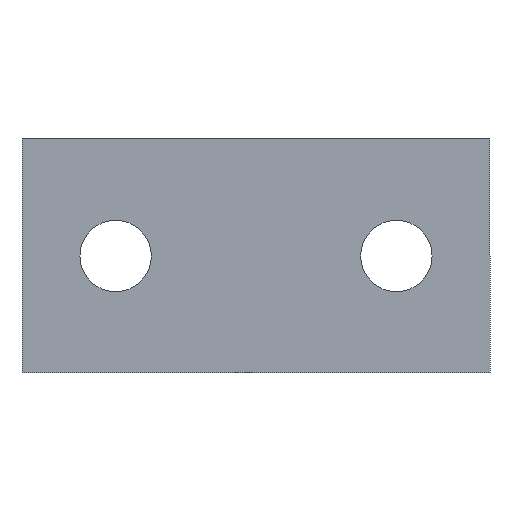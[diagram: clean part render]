
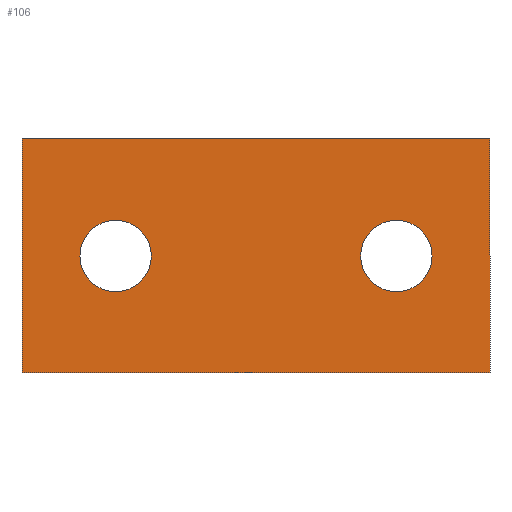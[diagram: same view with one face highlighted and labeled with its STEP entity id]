
A CAD part, front view. The second image highlights one B-rep face of the part: STEP entity #106.
In plain terms, the highlighted planar face has unit normal (0, -1, 0).
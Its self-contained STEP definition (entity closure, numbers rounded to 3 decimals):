
#3 = FACE_BOUND ( 'NONE', #44, .T. ) ;
#8 = ORIENTED_EDGE ( 'NONE', *, *, #92, .F. ) ;
#10 = DIRECTION ( 'NONE',  ( 0., 0., -1. ) ) ;
#12 = CARTESIAN_POINT ( 'NONE',  ( 12., 0., 0. ) ) ;
#15 = CARTESIAN_POINT ( 'NONE',  ( -20., 0., 10. ) ) ;
#17 = VECTOR ( 'NONE', #199, 1000. ) ;
#23 = ORIENTED_EDGE ( 'NONE', *, *, #159, .T. ) ;
#37 = VERTEX_POINT ( 'NONE', #48 ) ;
#42 = PLANE ( 'NONE',  #96 ) ;
#44 = EDGE_LOOP ( 'NONE', ( #280, #23 ) ) ;
#48 = CARTESIAN_POINT ( 'NONE',  ( -12., 0., -3.05 ) ) ;
#52 = VERTEX_POINT ( 'NONE', #77 ) ;
#57 = CIRCLE ( 'NONE', #247, 3.05 ) ;
#63 = DIRECTION ( 'NONE',  ( 0., 1., 0. ) ) ;
#66 = CARTESIAN_POINT ( 'NONE',  ( -12., 0., 0. ) ) ;
#70 = VECTOR ( 'NONE', #278, 1000. ) ;
#73 = EDGE_CURVE ( 'NONE', #255, #37, #323, .T. ) ;
#76 = EDGE_LOOP ( 'NONE', ( #309, #121 ) ) ;
#77 = CARTESIAN_POINT ( 'NONE',  ( 12., 0., 3.05 ) ) ;
#78 = ORIENTED_EDGE ( 'NONE', *, *, #252, .F. ) ;
#92 = EDGE_CURVE ( 'NONE', #293, #145, #235, .T. ) ;
#96 = AXIS2_PLACEMENT_3D ( 'NONE', #229, #63, #222 ) ;
#106 = ADVANCED_FACE ( 'NONE', ( #304, #3, #160 ), #42, .F. ) ;
#108 = CARTESIAN_POINT ( 'NONE',  ( 12., 0., -3.05 ) ) ;
#110 = EDGE_LOOP ( 'NONE', ( #78, #215, #8, #306 ) ) ;
#121 = ORIENTED_EDGE ( 'NONE', *, *, #230, .T. ) ;
#126 = VECTOR ( 'NONE', #339, 1000. ) ;
#131 = VERTEX_POINT ( 'NONE', #108 ) ;
#145 = VERTEX_POINT ( 'NONE', #15 ) ;
#152 = DIRECTION ( 'NONE',  ( 0., 1., 0. ) ) ;
#157 = CARTESIAN_POINT ( 'NONE',  ( 20., 0., 10. ) ) ;
#159 = EDGE_CURVE ( 'NONE', #131, #52, #57, .T. ) ;
#160 = FACE_OUTER_BOUND ( 'NONE', #110, .T. ) ;
#168 = AXIS2_PLACEMENT_3D ( 'NONE', #332, #251, #10 ) ;
#173 = DIRECTION ( 'NONE',  ( 0., 0., 1. ) ) ;
#174 = CARTESIAN_POINT ( 'NONE',  ( 20., 0., -10. ) ) ;
#175 = CARTESIAN_POINT ( 'NONE',  ( -20., 0., -10. ) ) ;
#176 = EDGE_CURVE ( 'NONE', #348, #293, #347, .T. ) ;
#180 = CARTESIAN_POINT ( 'NONE',  ( -12., 0., 3.05 ) ) ;
#181 = DIRECTION ( 'NONE',  ( 1., 0., 0. ) ) ;
#182 = CARTESIAN_POINT ( 'NONE',  ( -20., 0., -10. ) ) ;
#192 = EDGE_CURVE ( 'NONE', #52, #131, #269, .T. ) ;
#195 = LINE ( 'NONE', #174, #126 ) ;
#199 = DIRECTION ( 'NONE',  ( -1., 0., 0. ) ) ;
#207 = VECTOR ( 'NONE', #181, 1000. ) ;
#215 = ORIENTED_EDGE ( 'NONE', *, *, #307, .F. ) ;
#222 = DIRECTION ( 'NONE',  ( 0., 0., 1. ) ) ;
#229 = CARTESIAN_POINT ( 'NONE',  ( 0., 0., 0. ) ) ;
#230 = EDGE_CURVE ( 'NONE', #37, #255, #343, .T. ) ;
#235 = LINE ( 'NONE', #175, #70 ) ;
#247 = AXIS2_PLACEMENT_3D ( 'NONE', #12, #259, #286 ) ;
#251 = DIRECTION ( 'NONE',  ( 0., 1., 0. ) ) ;
#252 = EDGE_CURVE ( 'NONE', #338, #348, #195, .T. ) ;
#255 = VERTEX_POINT ( 'NONE', #180 ) ;
#259 = DIRECTION ( 'NONE',  ( 0., 1., 0. ) ) ;
#269 = CIRCLE ( 'NONE', #350, 3.05 ) ;
#276 = LINE ( 'NONE', #340, #207 ) ;
#278 = DIRECTION ( 'NONE',  ( 0., 0., 1. ) ) ;
#280 = ORIENTED_EDGE ( 'NONE', *, *, #192, .T. ) ;
#283 = CARTESIAN_POINT ( 'NONE',  ( -20., 0., -10. ) ) ;
#286 = DIRECTION ( 'NONE',  ( 0., 0., 1. ) ) ;
#293 = VERTEX_POINT ( 'NONE', #182 ) ;
#304 = FACE_BOUND ( 'NONE', #76, .T. ) ;
#306 = ORIENTED_EDGE ( 'NONE', *, *, #176, .F. ) ;
#307 = EDGE_CURVE ( 'NONE', #145, #338, #276, .T. ) ;
#309 = ORIENTED_EDGE ( 'NONE', *, *, #73, .T. ) ;
#310 = DIRECTION ( 'NONE',  ( 0., 0., -1. ) ) ;
#311 = DIRECTION ( 'NONE',  ( 0., 1., 0. ) ) ;
#314 = CARTESIAN_POINT ( 'NONE',  ( 12., 0., 0. ) ) ;
#323 = CIRCLE ( 'NONE', #168, 3.05 ) ;
#329 = AXIS2_PLACEMENT_3D ( 'NONE', #66, #311, #310 ) ;
#332 = CARTESIAN_POINT ( 'NONE',  ( -12., 0., 0. ) ) ;
#338 = VERTEX_POINT ( 'NONE', #157 ) ;
#339 = DIRECTION ( 'NONE',  ( 0., 0., -1. ) ) ;
#340 = CARTESIAN_POINT ( 'NONE',  ( -20., 0., 10. ) ) ;
#343 = CIRCLE ( 'NONE', #329, 3.05 ) ;
#345 = CARTESIAN_POINT ( 'NONE',  ( 20., 0., -10. ) ) ;
#347 = LINE ( 'NONE', #283, #17 ) ;
#348 = VERTEX_POINT ( 'NONE', #345 ) ;
#350 = AXIS2_PLACEMENT_3D ( 'NONE', #314, #152, #173 ) ;
